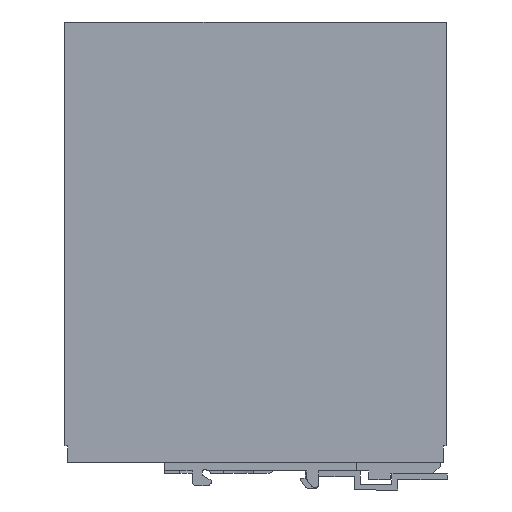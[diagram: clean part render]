
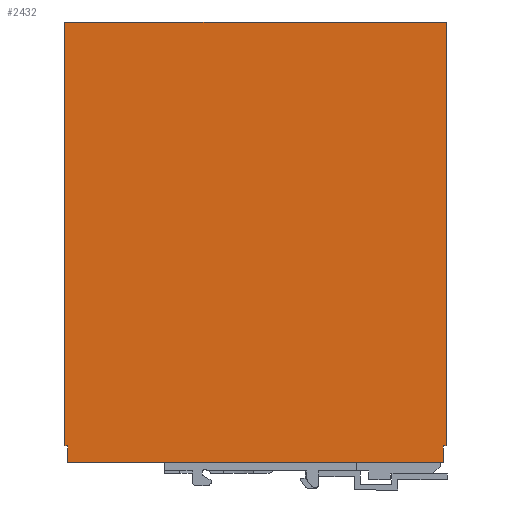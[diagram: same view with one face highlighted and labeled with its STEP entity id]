
A CAD part, left-side view. The second image highlights one B-rep face of the part: STEP entity #2432.
In plain terms, the highlighted planar face has unit normal (-1, 0, 0).
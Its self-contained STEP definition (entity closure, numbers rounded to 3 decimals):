
#2382=AXIS2_PLACEMENT_3D('Plane Axis2P3D',#2379,#2380,#2381) ;
#2065=CARTESIAN_POINT('Vertex',(0.,1.3,15.)) ;
#2142=CARTESIAN_POINT('Vertex',(0.,0.3,15.)) ;
#2145=CARTESIAN_POINT('Line Origine',(0.,0.8,15.)) ;
#2170=CARTESIAN_POINT('Line Origine',(0.,129.8,15.)) ;
#2174=CARTESIAN_POINT('Vertex',(0.,130.3,15.)) ;
#2176=CARTESIAN_POINT('Vertex',(0.,129.3,15.)) ;
#2379=CARTESIAN_POINT('Axis2P3D Location',(0.,65.3,84.5)) ;
#2384=CARTESIAN_POINT('Line Origine',(0.,130.3,87.2)) ;
#2388=CARTESIAN_POINT('Vertex',(0.,130.3,159.4)) ;
#2391=CARTESIAN_POINT('Line Origine',(0.,129.3,12.25)) ;
#2395=CARTESIAN_POINT('Vertex',(0.,129.3,9.5)) ;
#2398=CARTESIAN_POINT('Line Origine',(0.,65.3,9.5)) ;
#2402=CARTESIAN_POINT('Vertex',(0.,1.3,9.5)) ;
#2405=CARTESIAN_POINT('Line Origine',(0.,1.3,12.25)) ;
#2410=CARTESIAN_POINT('Line Origine',(0.,0.3,87.2)) ;
#2414=CARTESIAN_POINT('Vertex',(0.,0.3,159.4)) ;
#2417=CARTESIAN_POINT('Line Origine',(0.,65.3,159.4)) ;
#2146=DIRECTION('Vector Direction',(0.,1.,0.)) ;
#2171=DIRECTION('Vector Direction',(0.,-1.,0.)) ;
#2380=DIRECTION('Axis2P3D Direction',(-1.,0.,0.)) ;
#2381=DIRECTION('Axis2P3D XDirection',(0.,-1.,0.)) ;
#2385=DIRECTION('Vector Direction',(0.,0.,-1.)) ;
#2392=DIRECTION('Vector Direction',(0.,0.,1.)) ;
#2399=DIRECTION('Vector Direction',(0.,1.,0.)) ;
#2406=DIRECTION('Vector Direction',(0.,0.,1.)) ;
#2411=DIRECTION('Vector Direction',(0.,0.,1.)) ;
#2418=DIRECTION('Vector Direction',(0.,-1.,0.)) ;
#2147=VECTOR('Line Direction',#2146,1.) ;
#2172=VECTOR('Line Direction',#2171,1.) ;
#2386=VECTOR('Line Direction',#2385,1.) ;
#2393=VECTOR('Line Direction',#2392,1.) ;
#2400=VECTOR('Line Direction',#2399,1.) ;
#2407=VECTOR('Line Direction',#2406,1.) ;
#2412=VECTOR('Line Direction',#2411,1.) ;
#2419=VECTOR('Line Direction',#2418,1.) ;
#2423=ORIENTED_EDGE('',*,*,#2390,.T.) ;
#2424=ORIENTED_EDGE('',*,*,#2178,.T.) ;
#2425=ORIENTED_EDGE('',*,*,#2397,.F.) ;
#2426=ORIENTED_EDGE('',*,*,#2404,.T.) ;
#2427=ORIENTED_EDGE('',*,*,#2409,.T.) ;
#2428=ORIENTED_EDGE('',*,*,#2149,.F.) ;
#2429=ORIENTED_EDGE('',*,*,#2416,.T.) ;
#2430=ORIENTED_EDGE('',*,*,#2421,.T.) ;
#2432=ADVANCED_FACE('GEHAEUSE',(#2431),#2383,.T.) ;
#2149=EDGE_CURVE('',#2143,#2066,#2148,.T.) ;
#2178=EDGE_CURVE('',#2175,#2177,#2173,.T.) ;
#2390=EDGE_CURVE('',#2389,#2175,#2387,.T.) ;
#2397=EDGE_CURVE('',#2396,#2177,#2394,.T.) ;
#2404=EDGE_CURVE('',#2396,#2403,#2401,.F.) ;
#2409=EDGE_CURVE('',#2403,#2066,#2408,.T.) ;
#2416=EDGE_CURVE('',#2143,#2415,#2413,.T.) ;
#2421=EDGE_CURVE('',#2415,#2389,#2420,.F.) ;
#2422=EDGE_LOOP('',(#2423,#2424,#2425,#2426,#2427,#2428,#2429,#2430)) ;
#2431=FACE_OUTER_BOUND('',#2422,.T.) ;
#2148=LINE('Line',#2145,#2147) ;
#2173=LINE('Line',#2170,#2172) ;
#2387=LINE('Line',#2384,#2386) ;
#2394=LINE('Line',#2391,#2393) ;
#2401=LINE('Line',#2398,#2400) ;
#2408=LINE('Line',#2405,#2407) ;
#2413=LINE('Line',#2410,#2412) ;
#2420=LINE('Line',#2417,#2419) ;
#2383=PLANE('',#2382) ;
#2066=VERTEX_POINT('',#2065) ;
#2143=VERTEX_POINT('',#2142) ;
#2175=VERTEX_POINT('',#2174) ;
#2177=VERTEX_POINT('',#2176) ;
#2389=VERTEX_POINT('',#2388) ;
#2396=VERTEX_POINT('',#2395) ;
#2403=VERTEX_POINT('',#2402) ;
#2415=VERTEX_POINT('',#2414) ;
